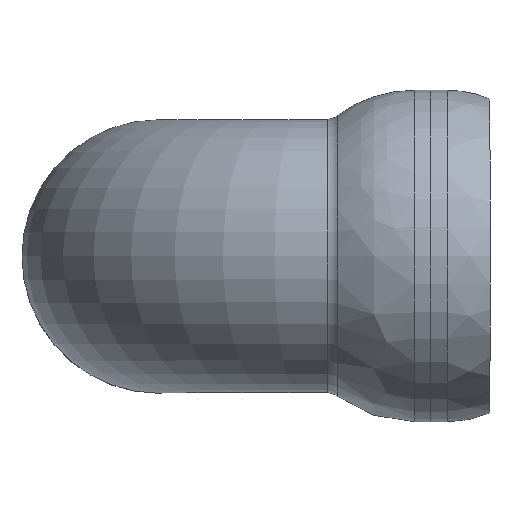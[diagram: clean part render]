
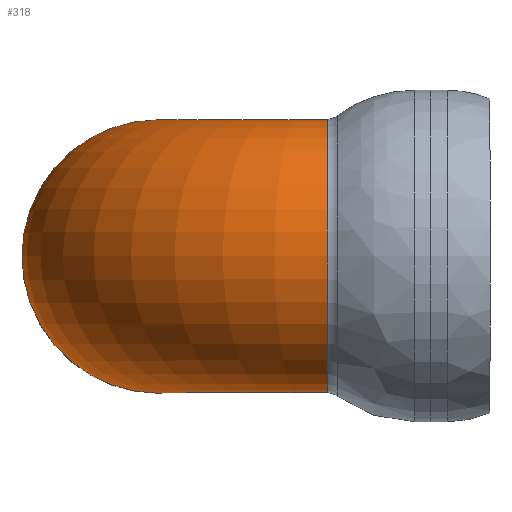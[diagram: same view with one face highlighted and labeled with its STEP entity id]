
A CAD part, top view. The second image highlights one B-rep face of the part: STEP entity #318.
In plain terms, the highlighted toroidal (fillet/blend) face has major radius 260 mm and minor radius 210 mm.
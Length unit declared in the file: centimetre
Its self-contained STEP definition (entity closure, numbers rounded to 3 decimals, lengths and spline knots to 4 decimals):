
#20=TOROIDAL_SURFACE('',#354,26.,21.);
#53=FACE_OUTER_BOUND('',#78,.T.);
#78=EDGE_LOOP('',(#244,#245,#246,#247));
#121=CIRCLE('',#355,21.);
#122=CIRCLE('',#356,5.);
#123=CIRCLE('',#357,21.);
#157=VERTEX_POINT('',#542);
#158=VERTEX_POINT('',#544);
#189=EDGE_CURVE('',#157,#157,#121,.T.);
#190=EDGE_CURVE('',#157,#158,#122,.T.);
#191=EDGE_CURVE('',#158,#158,#123,.T.);
#244=ORIENTED_EDGE('',*,*,#189,.F.);
#245=ORIENTED_EDGE('',*,*,#190,.T.);
#246=ORIENTED_EDGE('',*,*,#191,.T.);
#247=ORIENTED_EDGE('',*,*,#190,.F.);
#318=ADVANCED_FACE('',(#53),#20,.T.);
#354=AXIS2_PLACEMENT_3D('',#541,#431,#432);
#355=AXIS2_PLACEMENT_3D('',#543,#433,#434);
#356=AXIS2_PLACEMENT_3D('',#545,#435,#436);
#357=AXIS2_PLACEMENT_3D('',#546,#437,#438);
#431=DIRECTION('center_axis',(0.,-1.,0.));
#432=DIRECTION('ref_axis',(1.,0.,0.));
#433=DIRECTION('center_axis',(0.,0.,
-1.));
#434=DIRECTION('ref_axis',(-1.,0.,0.));
#435=DIRECTION('center_axis',(0.,1.,0.));
#436=DIRECTION('ref_axis',(1.,0.,0.));
#437=DIRECTION('center_axis',(-1.,0.,0.));
#438=DIRECTION('ref_axis',(0.,0.,1.));
#541=CARTESIAN_POINT('Origin',(26.,0.,54.));
#542=CARTESIAN_POINT('',(21.,0.,54.));
#543=CARTESIAN_POINT('Origin',(0.,0.,
54.));
#544=CARTESIAN_POINT('',(26.,0.,59.));
#545=CARTESIAN_POINT('Origin',(26.,0.,54.));
#546=CARTESIAN_POINT('Origin',(26.,0.,80.));
